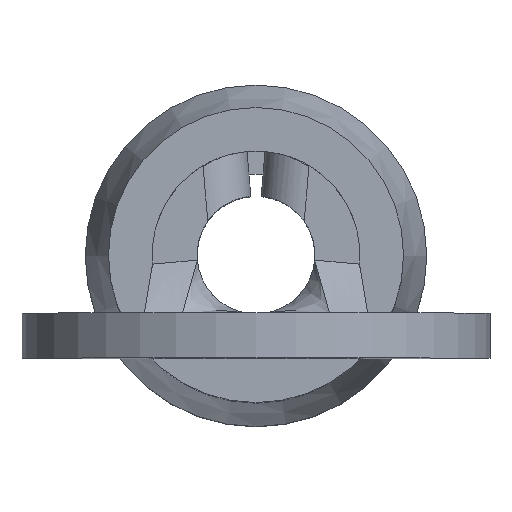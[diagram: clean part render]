
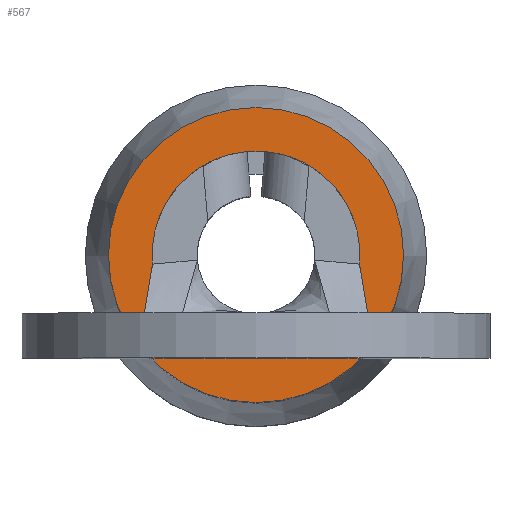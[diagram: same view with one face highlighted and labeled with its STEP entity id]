
A CAD part, top view. The second image highlights one B-rep face of the part: STEP entity #567.
In plain terms, the highlighted planar face has unit normal (0, 0, 1).
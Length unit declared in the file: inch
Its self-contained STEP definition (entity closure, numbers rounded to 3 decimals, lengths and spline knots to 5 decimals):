
#22=FACE_BOUND($,#93,.T.);
#60=FACE_OUTER_BOUND($,#92,.T.);
#92=EDGE_LOOP($,(#378));
#93=EDGE_LOOP($,(#379,#380));
#134=CIRCLE($,#604,0.0715);
#135=CIRCLE($,#606,0.1015);
#136=CIRCLE($,#607,0.0715);
#241=VERTEX_POINT($,#825);
#242=VERTEX_POINT($,#834);
#244=VERTEX_POINT($,#847);
#296=EDGE_CURVE($,#242,#241,#134,.T.);
#299=EDGE_CURVE($,#244,#244,#135,.T.);
#300=EDGE_CURVE($,#242,#241,#136,.T.);
#378=ORIENTED_EDGE($,*,*,#299,.F.);
#379=ORIENTED_EDGE($,*,*,#300,.F.);
#380=ORIENTED_EDGE($,*,*,#296,.T.);
#523=PLANE($,#605);
#567=ADVANCED_FACE($,(#60,#22),#523,.T.);
#604=AXIS2_PLACEMENT_3D($,#835,#663,#664);
#605=AXIS2_PLACEMENT_3D($,#846,#666,#667);
#606=AXIS2_PLACEMENT_3D($,#848,#668,#669);
#607=AXIS2_PLACEMENT_3D($,#849,#670,#671);
#663=DIRECTION('center_axis',(0.,0.,-1.));
#664=DIRECTION('ref_axis',(-1.,0.,0.));
#666=DIRECTION('center_axis',(0.,0.,1.));
#667=DIRECTION('ref_axis',(1.,0.,0.));
#668=DIRECTION('center_axis',(0.,0.,-1.));
#669=DIRECTION('ref_axis',(-1.,0.,0.));
#670=DIRECTION('center_axis',(0.,0.,1.));
#671=DIRECTION('ref_axis',(-0.087,0.996,0.));
#825=CARTESIAN_POINT('',(0.02017,0.1401,-0.28));
#834=CARTESIAN_POINT('',(-0.02017,0.1401,-0.28));
#835=CARTESIAN_POINT('Origin',(0.,0.0715,-0.28));
#846=CARTESIAN_POINT('Origin',(-0.0865,0.0715,-0.28));
#847=CARTESIAN_POINT('',(-0.1015,0.0715,-0.28));
#848=CARTESIAN_POINT('Origin',(0.,0.0715,-0.28));
#849=CARTESIAN_POINT('Origin',(0.,0.0715,-0.28));
